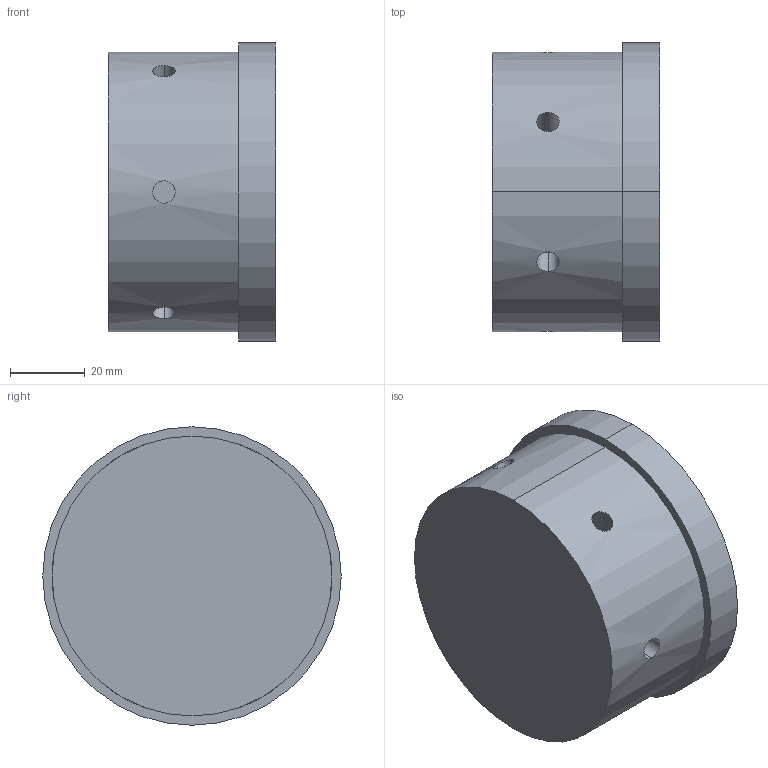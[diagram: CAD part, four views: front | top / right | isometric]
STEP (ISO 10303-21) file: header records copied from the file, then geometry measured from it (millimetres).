
FILE_DESCRIPTION (( 'STEP AP214' ), '1' );
FILE_NAME ('Avionics bay base.STEP', '2023-02-07T13:16:42', ( 'HP' ), ( 'HP' ), 'SwSTEP 2.0', 'SolidWorks 2021', '' );
FILE_SCHEMA (( 'AUTOMOTIVE_DESIGN' ));
Length unit declared in the file: millimetre
Products named in the file (1): Avionics bay base
Bounding box: 45 x 80 x 80 mm (x, y, z)
Volume: 203199 mm3; surface area: 21937.1 mm2
Topology: 1 solids, 1 shells, 25 faces, 48 edges, 32 vertices
Faces by surface type: cylinder 16, plane 9
Entity records: 1036 total; most frequent: CARTESIAN_POINT 490, DIRECTION 108, ORIENTED_EDGE 96, EDGE_CURVE 48, AXIS2_PLACEMENT_3D 46, VERTEX_POINT 32, EDGE_LOOP 32, FACE_OUTER_BOUND 25
